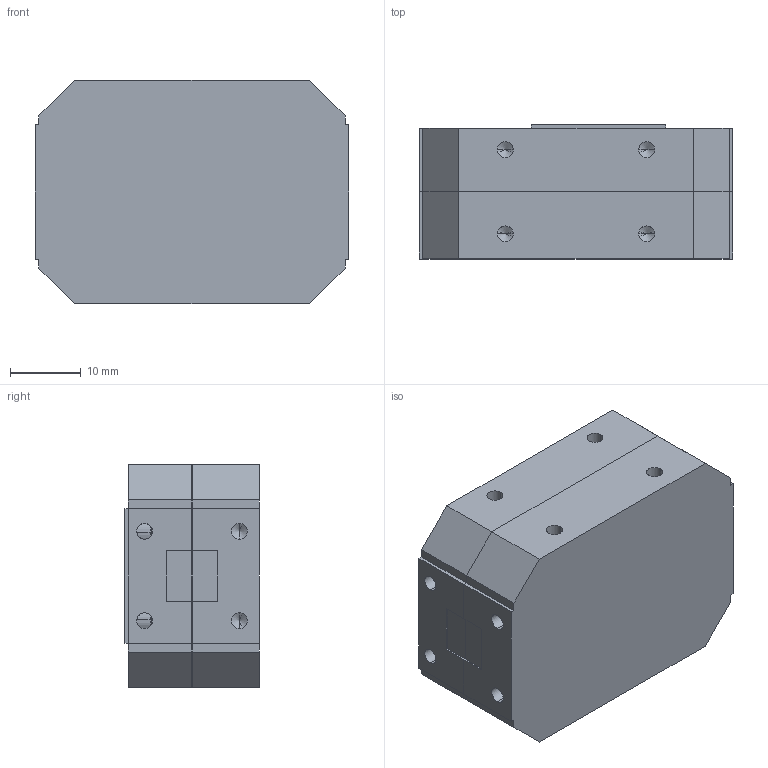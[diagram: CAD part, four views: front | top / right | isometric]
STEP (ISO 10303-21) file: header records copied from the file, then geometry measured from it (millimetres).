
FILE_DESCRIPTION (( 'STEP AP203' ), '1' );
FILE_NAME ('SAT-333-28028-S1.STEP', '2019-06-27T23:11:21', ( '' ), ( '' ), 'SwSTEP 2.0', 'SolidWorks 2016', '' );
FILE_SCHEMA (( 'CONFIG_CONTROL_DESIGN' ));
Length unit declared in the file: inch
Products named in the file (1): SAT-333-28028-S1
Bounding box: 44.45 x 19.05 x 31.75 mm (x, y, z)
Volume: 23672.7 mm3; surface area: 11277 mm2
Topology: 19 solids, 19 shells, 668 faces, 1419 edges, 825 vertices
Faces by surface type: plane 258, cone 228, cylinder 182
Entity records: 18087 total; most frequent: CARTESIAN_POINT 3665, DIRECTION 3152, ORIENTED_EDGE 2766, EDGE_CURVE 1383, AXIS2_PLACEMENT_3D 1230, VERTEX_POINT 825, EDGE_LOOP 768, LINE 692
